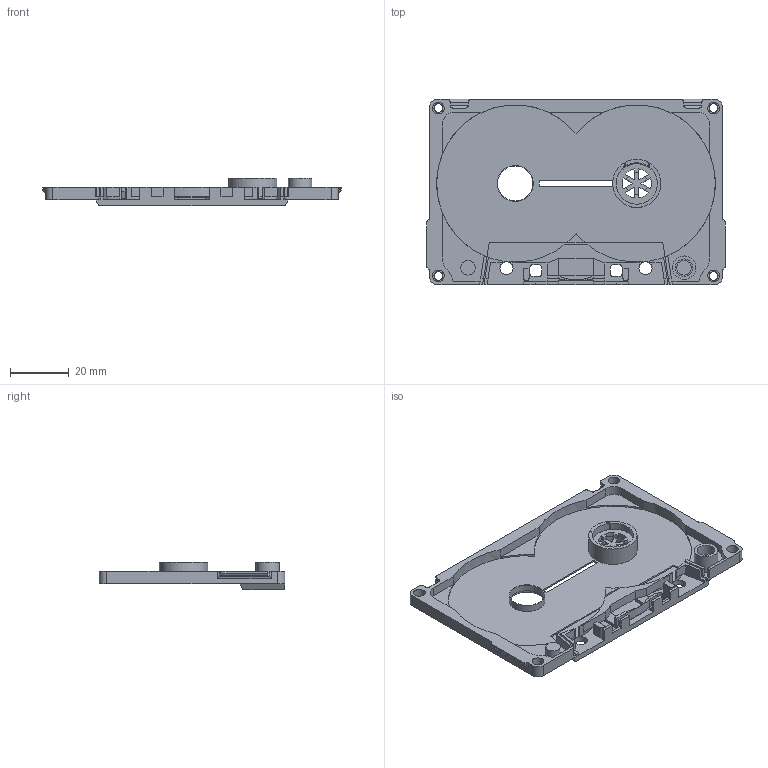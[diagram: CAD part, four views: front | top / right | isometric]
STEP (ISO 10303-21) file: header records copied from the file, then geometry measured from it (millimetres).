
FILE_DESCRIPTION(/* description */ ('STEP AP242','CAx-IF Rec.Pracs.---Representation and Presentation of Product Manufacturing Information (PMI)---4.0---2014-10-13','CAx-IF Rec.Pracs.---3D Tessellated Geometry---0.4---2014-09-14','2;1'),/* implementation_level */ '2;1');
FILE_NAME(/* name */ '6606ff59c22e797a6243f2f5',/* time_stamp */ '2024-03-29T17:50:18Z',/* author */ (''),/* organization */ (''),/* preprocessor_version */ 'ST-DEVELOPER v19.4',/* originating_system */ ' ',/* authorisation */ ' ');
FILE_SCHEMA (('AP242_MANAGED_MODEL_BASED_3D_ENGINEERING_MIM_LF { 1 0 10303 442 1 1 4 }'));
Length unit declared in the file: metre
Products named in the file (5): Roller; Spool; Plug; Interface; Base
Bounding box: 102 x 63.31 x 9.4 mm (x, y, z)
Volume: 9202.9 mm3; surface area: 18011.3 mm2
Topology: 5 solids, 5 shells, 268 faces, 746 edges, 488 vertices
Faces by surface type: plane 179, cylinder 85, cone 4
Full cylindrical faces by diameter (mm): 4 x4, 4.5 x2, 5 x2, 6 x1, 8 x1, 12 x2, 12.3 x2
Entity records: 8655 total; most frequent: CARTESIAN_POINT 1487, ORIENTED_EDGE 1454, DIRECTION 1450, EDGE_CURVE 727, LINE 550, VECTOR 550, VERTEX_POINT 487, AXIS2_PLACEMENT_3D 450
